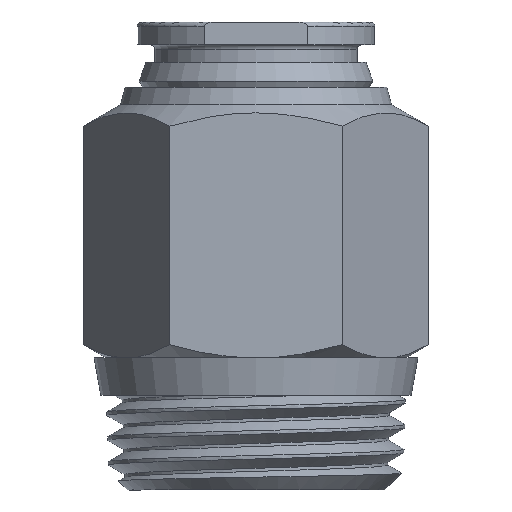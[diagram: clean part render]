
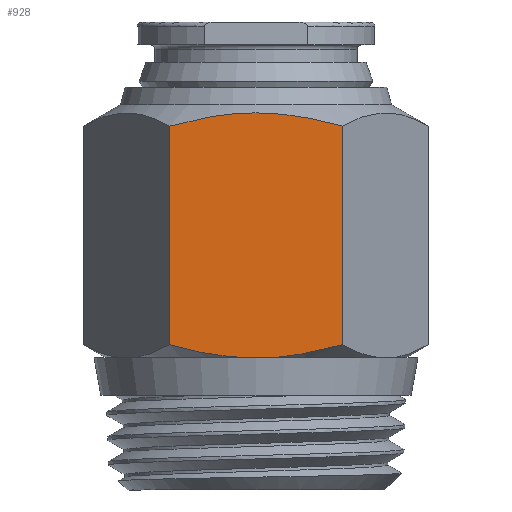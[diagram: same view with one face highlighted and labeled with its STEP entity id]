
A CAD part, left-side view. The second image highlights one B-rep face of the part: STEP entity #928.
In plain terms, the highlighted planar face has unit normal (-1, 0, 0).
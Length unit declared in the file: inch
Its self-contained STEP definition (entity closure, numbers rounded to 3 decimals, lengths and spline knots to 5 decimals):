
#19=(
BOUNDED_CURVE()
B_SPLINE_CURVE(2,(#2380,#2381,#2382),.UNSPECIFIED.,.F.,.F.)
B_SPLINE_CURVE_WITH_KNOTS((3,3),(-4.90686,-3.64832),
 .UNSPECIFIED.)
CURVE()
GEOMETRIC_REPRESENTATION_ITEM()
RATIONAL_B_SPLINE_CURVE((2.34,2.521,2.521))
REPRESENTATION_ITEM('')
);
#20=(
BOUNDED_CURVE()
B_SPLINE_CURVE(2,(#2387,#2388,#2389),.UNSPECIFIED.,.F.,.F.)
B_SPLINE_CURVE_WITH_KNOTS((3,3),(-3.64832,-2.38978),
 .UNSPECIFIED.)
CURVE()
GEOMETRIC_REPRESENTATION_ITEM()
RATIONAL_B_SPLINE_CURVE((2.521,2.521,2.34))
REPRESENTATION_ITEM('')
);
#28=(
BOUNDED_CURVE()
B_SPLINE_CURVE(2,(#2529,#2530,#2531),.UNSPECIFIED.,.F.,.F.)
B_SPLINE_CURVE_WITH_KNOTS((3,3),(2.38978,3.64832),
 .UNSPECIFIED.)
CURVE()
GEOMETRIC_REPRESENTATION_ITEM()
RATIONAL_B_SPLINE_CURVE((2.34,2.521,2.521))
REPRESENTATION_ITEM('')
);
#29=(
BOUNDED_CURVE()
B_SPLINE_CURVE(2,(#2537,#2538,#2539),.UNSPECIFIED.,.F.,.F.)
B_SPLINE_CURVE_WITH_KNOTS((3,3),(3.64832,4.90686),
 .UNSPECIFIED.)
CURVE()
GEOMETRIC_REPRESENTATION_ITEM()
RATIONAL_B_SPLINE_CURVE((2.521,2.521,2.34))
REPRESENTATION_ITEM('')
);
#102=PLANE('',#1037);
#156=FACE_OUTER_BOUND('',#221,.T.);
#221=EDGE_LOOP('',(#793,#794,#795,#796,#797,#798));
#286=LINE('',#2534,#336);
#287=LINE('',#2546,#337);
#336=VECTOR('',#1254,39.37008);
#337=VECTOR('',#1261,39.37008);
#422=VERTEX_POINT('',#2375);
#423=VERTEX_POINT('',#2379);
#425=VERTEX_POINT('',#2386);
#455=VERTEX_POINT('',#2524);
#456=VERTEX_POINT('',#2528);
#457=VERTEX_POINT('',#2536);
#524=EDGE_CURVE('',#423,#422,#19,.F.);
#527=EDGE_CURVE('',#425,#423,#20,.F.);
#578=EDGE_CURVE('',#455,#456,#28,.T.);
#580=EDGE_CURVE('',#425,#455,#286,.T.);
#581=EDGE_CURVE('',#456,#457,#29,.T.);
#584=EDGE_CURVE('',#422,#457,#287,.T.);
#793=ORIENTED_EDGE('',*,*,#578,.F.);
#794=ORIENTED_EDGE('',*,*,#580,.F.);
#795=ORIENTED_EDGE('',*,*,#527,.T.);
#796=ORIENTED_EDGE('',*,*,#524,.T.);
#797=ORIENTED_EDGE('',*,*,#584,.T.);
#798=ORIENTED_EDGE('',*,*,#581,.F.);
#928=ADVANCED_FACE('',(#156),#102,.T.);
#1037=AXIS2_PLACEMENT_3D('',#2545,#1259,#1260);
#1254=DIRECTION('',(0.,0.,-1.));
#1259=DIRECTION('center_axis',(-1.,0.,0.));
#1260=DIRECTION('ref_axis',(0.,-1.,0.));
#1261=DIRECTION('',(0.,0.,-1.));
#2375=CARTESIAN_POINT('',(-0.33465,0.19321,0.29032));
#2379=CARTESIAN_POINT('',(-0.33465,0.,0.32021));
#2380=CARTESIAN_POINT('Ctrl Pts',(-0.33465,0.19321,
0.29032));
#2381=CARTESIAN_POINT('Ctrl Pts',(-0.33465,0.08967,
0.32021));
#2382=CARTESIAN_POINT('Ctrl Pts',(-0.33465,0.,
0.32021));
#2386=CARTESIAN_POINT('',(-0.33465,-0.19321,0.29032));
#2387=CARTESIAN_POINT('Ctrl Pts',(-0.33465,0.,
0.32021));
#2388=CARTESIAN_POINT('Ctrl Pts',(-0.33465,-0.08967,
0.32021));
#2389=CARTESIAN_POINT('Ctrl Pts',(-0.33465,-0.19321,
0.29032));
#2524=CARTESIAN_POINT('',(-0.33465,-0.19321,-0.19827));
#2528=CARTESIAN_POINT('',(-0.33465,0.,-0.22816));
#2529=CARTESIAN_POINT('Ctrl Pts',(-0.33465,-0.19321,
-0.19827));
#2530=CARTESIAN_POINT('Ctrl Pts',(-0.33465,-0.08967,
-0.22816));
#2531=CARTESIAN_POINT('Ctrl Pts',(-0.33465,0.,
-0.22816));
#2534=CARTESIAN_POINT('',(-0.33465,-0.19321,1.40013));
#2536=CARTESIAN_POINT('',(-0.33465,0.19321,-0.19827));
#2537=CARTESIAN_POINT('Ctrl Pts',(-0.33465,0.,
-0.22816));
#2538=CARTESIAN_POINT('Ctrl Pts',(-0.33465,0.08967,
-0.22816));
#2539=CARTESIAN_POINT('Ctrl Pts',(-0.33465,0.19321,
-0.19827));
#2545=CARTESIAN_POINT('Origin',(-0.33465,-0.19321,1.40013));
#2546=CARTESIAN_POINT('',(-0.33465,0.19321,1.40013));
